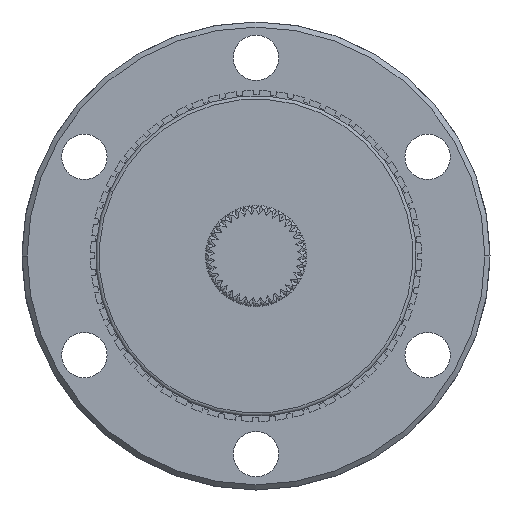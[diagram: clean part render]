
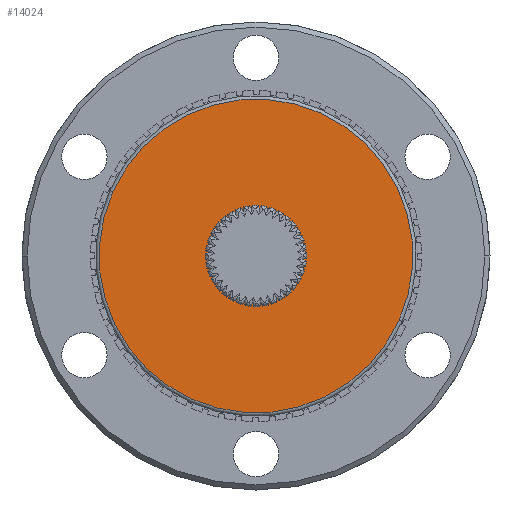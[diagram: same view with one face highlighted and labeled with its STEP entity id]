
A CAD part, left-side view. The second image highlights one B-rep face of the part: STEP entity #14024.
In plain terms, the highlighted planar face has unit normal (-1, 0, 0).
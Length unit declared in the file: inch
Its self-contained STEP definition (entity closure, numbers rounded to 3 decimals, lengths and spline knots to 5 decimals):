
#5807 = CARTESIAN_POINT ( 'NONE',  ( -8.6344, 0.25094, 0.11248 ) ) ;
#6037 = CARTESIAN_POINT ( 'NONE',  ( -8.6344, -0.83496, -0.37425 ) ) ;
#6077 = CARTESIAN_POINT ( 'NONE',  ( -8.6344, -0.25094, -0.11248 ) ) ;
#6086 = CARTESIAN_POINT ( 'NONE',  ( -8.6344, 0.83496, 0.37425 ) ) ;
#9592 = FACE_OUTER_BOUND ( 'NONE', #16663, .T. ) ;
#9615 = FACE_BOUND ( 'NONE', #16702, .T. ) ;
#9670 = AXIS2_PLACEMENT_3D ( 'NONE', #17466, #17500, #17501 ) ;
#10897 = EDGE_CURVE ( 'NONE', #36519, #36249, #15111, .T. ) ;
#11022 = EDGE_CURVE ( 'NONE', #36479, #36528, #15182, .T. ) ;
#11166 = EDGE_CURVE ( 'NONE', #36528, #36479, #15273, .T. ) ;
#14024 = ADVANCED_FACE ( 'NONE', ( #9592, #9615 ), #21554, .T. ) ;
#15111 = CIRCLE ( 'NONE', #9670, 0.275 ) ;
#15182 = CIRCLE ( 'NONE', #16874, 0.915 ) ;
#15273 = CIRCLE ( 'NONE', #16899, 0.915 ) ;
#16663 = EDGE_LOOP ( 'NONE', ( #36169, #36152 ) ) ;
#16702 = EDGE_LOOP ( 'NONE', ( #36049, #35906 ) ) ;
#16874 = AXIS2_PLACEMENT_3D ( 'NONE', #17698, #17710, #17711 ) ;
#16899 = AXIS2_PLACEMENT_3D ( 'NONE', #17944, #17946, #17947 ) ;
#17280 = AXIS2_PLACEMENT_3D ( 'NONE', #21553, #21563, #21564 ) ;
#17466 = CARTESIAN_POINT ( 'NONE',  ( -8.6344, 0., 0. ) ) ;
#17500 = DIRECTION ( 'NONE',  ( -1., 0., 0. ) ) ;
#17501 = DIRECTION ( 'NONE',  ( 0., 0.913, 0.409 ) ) ;
#17698 = CARTESIAN_POINT ( 'NONE',  ( -8.6344, 0., 0. ) ) ;
#17710 = DIRECTION ( 'NONE',  ( -1., 0., 0. ) ) ;
#17711 = DIRECTION ( 'NONE',  ( 0., 0.913, 0.409 ) ) ;
#17944 = CARTESIAN_POINT ( 'NONE',  ( -8.6344, 0., 0. ) ) ;
#17946 = DIRECTION ( 'NONE',  ( -1., 0., 0. ) ) ;
#17947 = DIRECTION ( 'NONE',  ( 0., 0.913, 0.409 ) ) ;
#21553 = CARTESIAN_POINT ( 'NONE',  ( -8.6344, 0., 0. ) ) ;
#21554 = PLANE ( 'NONE',  #17280 ) ;
#21563 = DIRECTION ( 'NONE',  ( -1., 0., 0. ) ) ;
#21564 = DIRECTION ( 'NONE',  ( 0., 0.913, 0.409 ) ) ;
#23734 = CARTESIAN_POINT ( 'NONE',  ( -8.6344, 0., 0. ) ) ;
#23767 = DIRECTION ( 'NONE',  ( -1., 0., 0. ) ) ;
#23768 = DIRECTION ( 'NONE',  ( 0., 0.913, 0.409 ) ) ;
#24754 = CIRCLE ( 'NONE', #26164, 0.275 ) ;
#26164 = AXIS2_PLACEMENT_3D ( 'NONE', #23734, #23767, #23768 ) ;
#28116 = EDGE_CURVE ( 'NONE', #36249, #36519, #24754, .T. ) ;
#35906 = ORIENTED_EDGE ( 'NONE', *, *, #28116, .F. ) ;
#36049 = ORIENTED_EDGE ( 'NONE', *, *, #10897, .F. ) ;
#36152 = ORIENTED_EDGE ( 'NONE', *, *, #11022, .T. ) ;
#36169 = ORIENTED_EDGE ( 'NONE', *, *, #11166, .T. ) ;
#36249 = VERTEX_POINT ( 'NONE', #5807 ) ;
#36479 = VERTEX_POINT ( 'NONE', #6037 ) ;
#36519 = VERTEX_POINT ( 'NONE', #6077 ) ;
#36528 = VERTEX_POINT ( 'NONE', #6086 ) ;
